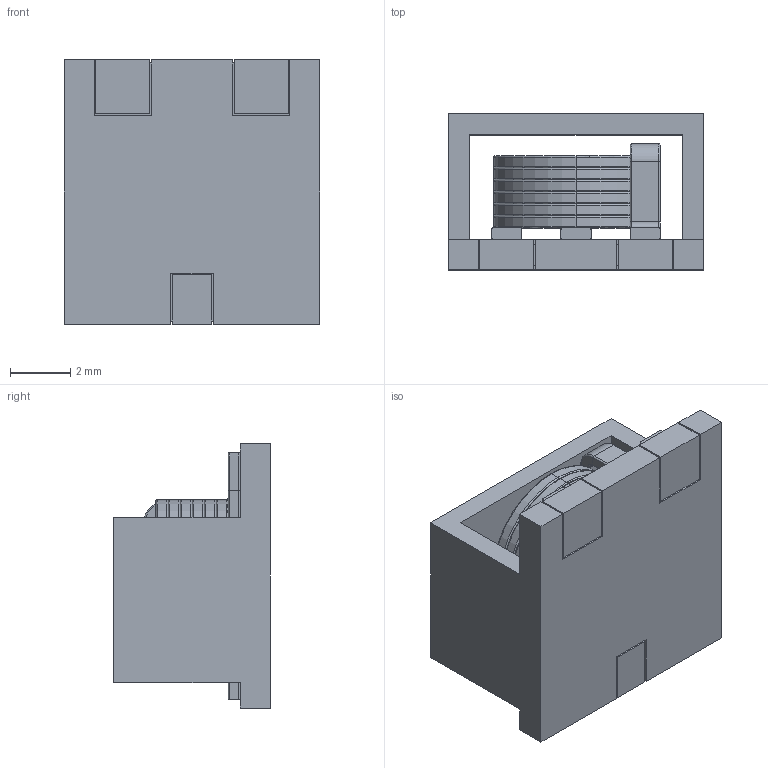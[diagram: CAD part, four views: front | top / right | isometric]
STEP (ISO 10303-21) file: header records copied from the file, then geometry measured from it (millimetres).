
FILE_DESCRIPTION (( 'STEP AP214' ), '1' );
FILE_NAME ('SER8052-103MEB.STEP', '2018-10-13T07:17:38', ( '' ), ( '' ), 'SwSTEP 2.0', 'SolidWorks 2017', '' );
FILE_SCHEMA (( 'AUTOMOTIVE_DESIGN' ));
Length unit declared in the file: millimetre
Products named in the file (1): SER8052-103MEB
Bounding box: 8.5 x 5.2 x 8.8 mm (x, y, z)
Volume: 196.1 mm3; surface area: 544.8 mm2
Topology: 8 solids, 8 shells, 200 faces, 486 edges, 300 vertices
Faces by surface type: plane 120, cylinder 48, torus 32
Entity records: 5883 total; most frequent: DIRECTION 1036, CARTESIAN_POINT 987, ORIENTED_EDGE 972, EDGE_CURVE 486, AXIS2_PLACEMENT_3D 349, VECTOR 338, LINE 338, VERTEX_POINT 300
